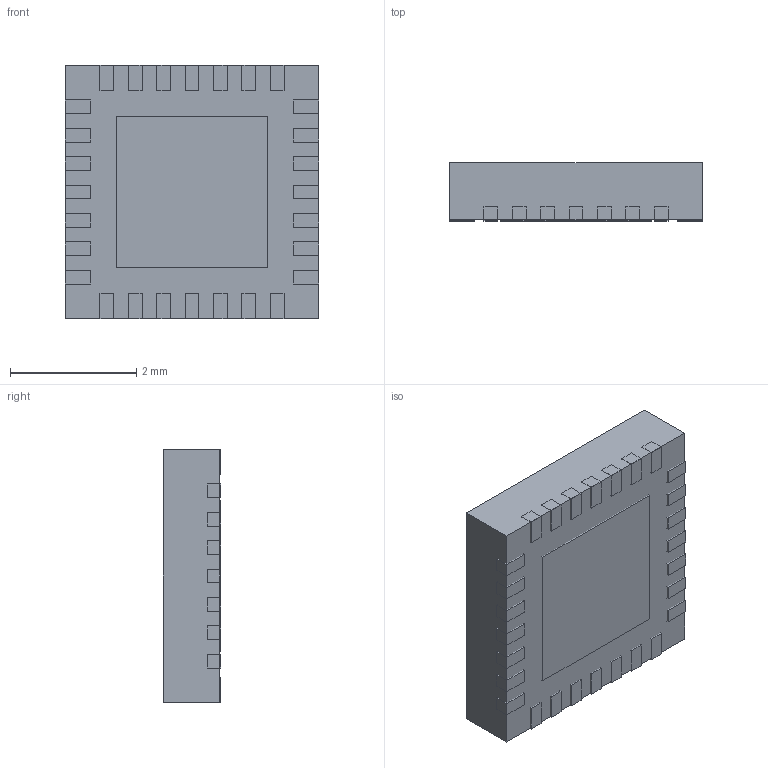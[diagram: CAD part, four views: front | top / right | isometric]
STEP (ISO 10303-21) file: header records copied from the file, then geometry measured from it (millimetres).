
FILE_DESCRIPTION (( 'STEP AP214' ), '1' );
FILE_NAME ('ATMega-328P-MMH.STEP', '2022-07-06T18:05:04', ( '' ), ( '' ), 'SwSTEP 2.0', 'SolidWorks 2021', '' );
FILE_SCHEMA (( 'AUTOMOTIVE_DESIGN' ));
Length unit declared in the file: millimetre
Products named in the file (1): ATMega-328P-MMH
Bounding box: 4.02 x 0.92 x 4.02 mm (x, y, z)
Surface area: 72.7 mm2
Topology: 30 solids, 30 shells, 183 faces, 366 edges, 244 vertices
Faces by surface type: plane 181, cylinder 2
Entity records: 6952 total; most frequent: CARTESIAN_POINT 794, DIRECTION 738, ORIENTED_EDGE 732, EDGE_CURVE 366, LINE 362, VECTOR 362, VERTEX_POINT 244, UNCERTAINTY_MEASURE_WITH_UNIT 215
